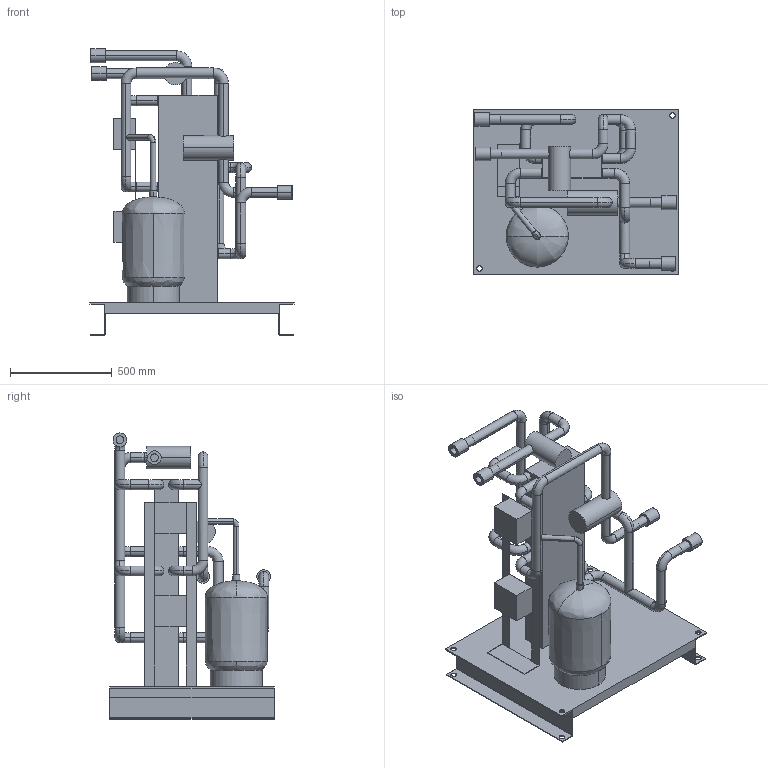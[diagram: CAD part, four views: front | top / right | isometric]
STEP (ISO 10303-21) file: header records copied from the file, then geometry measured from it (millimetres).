
FILE_DESCRIPTION (( 'STEP AP203' ), '1' );
FILE_NAME ('Aegis_HX_Module_Mark II_Dual-STEP.STEP', '2023-10-04T18:36:07', ( '' ), ( '' ), 'SwSTEP 2.0', 'SolidWorks 2022', '' );
FILE_SCHEMA (( 'CONFIG_CONTROL_DESIGN' ));
Length unit declared in the file: inch
Products named in the file (2): Aegis_HX_Module_Mark II_Dual; Aegis_HX_Module_Mark II_Dual-STEP
Assembly tree (1 placements, depth 2):
  Aegis_HX_Module_Mark II_Dual-STEP
    Aegis_HX_Module_Mark II_Dual
Bounding box: 1003.3 x 806.45 x 1406.65 mm (x, y, z)
Volume: 133046061.8 mm3; surface area: 5715024.8 mm2
Topology: 2 solids, 2 shells, 268 faces, 660 edges, 416 vertices
Faces by surface type: cylinder 139, plane 73, torus 50, bspline 4, cone 2
Entity records: 9878 total; most frequent: CARTESIAN_POINT 3034, DIRECTION 1532, ORIENTED_EDGE 1320, EDGE_CURVE 660, AXIS2_PLACEMENT_3D 630, VERTEX_POINT 416, CIRCLE 362, EDGE_LOOP 318
